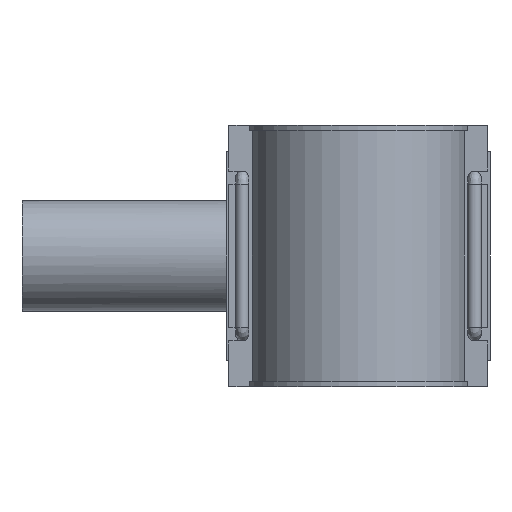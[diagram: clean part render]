
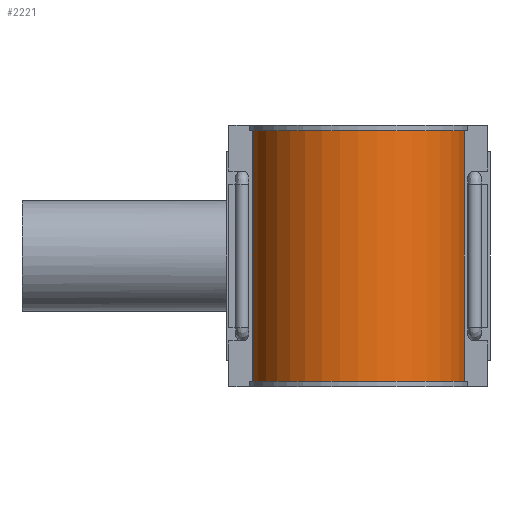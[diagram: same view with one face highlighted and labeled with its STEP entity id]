
A CAD part, front view. The second image highlights one B-rep face of the part: STEP entity #2221.
In plain terms, the highlighted cylindrical face has radius 48.75 mm (diameter 97.5 mm), a partial arc.
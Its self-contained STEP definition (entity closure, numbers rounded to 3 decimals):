
#206=FACE_OUTER_BOUND('',#349,.T.);
#349=EDGE_LOOP('',(#1641,#1642,#1643,#1644));
#536=LINE('',#3247,#743);
#571=LINE('',#3465,#778);
#743=VECTOR('',#2605,113.28);
#778=VECTOR('',#2682,113.28);
#943=CIRCLE('',#2361,48.75);
#951=CIRCLE('',#2375,48.75);
#1031=VERTEX_POINT('',#3232);
#1032=VERTEX_POINT('',#3234);
#1036=VERTEX_POINT('',#3246);
#1055=VERTEX_POINT('',#3291);
#1249=EDGE_CURVE('',#1031,#1032,#943,.T.);
#1254=EDGE_CURVE('',#1031,#1036,#536,.T.);
#1276=EDGE_CURVE('',#1055,#1036,#951,.T.);
#1309=EDGE_CURVE('',#1032,#1055,#571,.T.);
#1641=ORIENTED_EDGE('',*,*,#1249,.T.);
#1642=ORIENTED_EDGE('',*,*,#1309,.T.);
#1643=ORIENTED_EDGE('',*,*,#1276,.T.);
#1644=ORIENTED_EDGE('',*,*,#1254,.F.);
#2178=CYLINDRICAL_SURFACE('',#2385,48.75);
#2221=ADVANCED_FACE('',(#206),#2178,.T.);
#2361=AXIS2_PLACEMENT_3D('',#3236,#2595,#2596);
#2375=AXIS2_PLACEMENT_3D('',#3292,#2642,#2643);
#2385=AXIS2_PLACEMENT_3D('',#3466,#2683,#2684);
#2595=DIRECTION('center_axis',(0.,0.,1.));
#2596=DIRECTION('ref_axis',(1.,0.,0.));
#2605=DIRECTION('',(0.,0.,1.));
#2642=DIRECTION('center_axis',(0.,0.,-1.));
#2643=DIRECTION('ref_axis',(1.,0.,0.));
#2682=DIRECTION('',(0.,0.,1.));
#2683=DIRECTION('center_axis',(0.,0.,1.));
#2684=DIRECTION('ref_axis',(1.,0.,0.));
#3232=CARTESIAN_POINT('',(-47.84,-9.375,-56.64));
#3234=CARTESIAN_POINT('',(47.84,-9.375,-56.64));
#3236=CARTESIAN_POINT('Origin',(0.,0.,-56.64));
#3246=CARTESIAN_POINT('',(-47.84,-9.375,56.64));
#3247=CARTESIAN_POINT('',(-47.84,-9.375,0.));
#3291=CARTESIAN_POINT('',(47.84,-9.375,56.64));
#3292=CARTESIAN_POINT('Origin',(0.,0.,56.64));
#3465=CARTESIAN_POINT('',(47.84,-9.375,0.));
#3466=CARTESIAN_POINT('Origin',(0.,0.,0.));
